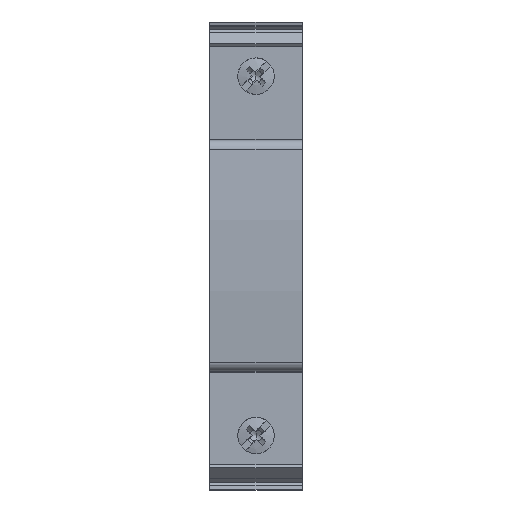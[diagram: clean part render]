
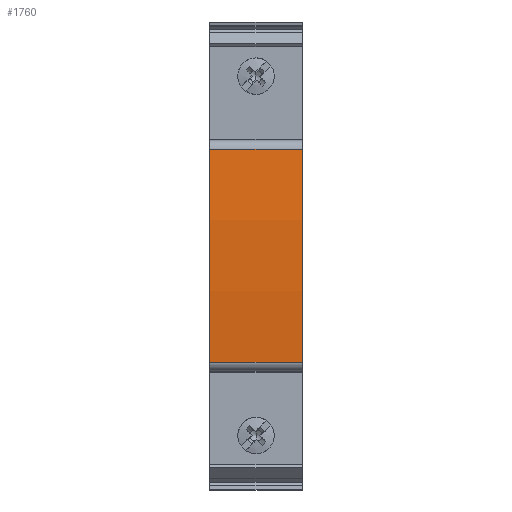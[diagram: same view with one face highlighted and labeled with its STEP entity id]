
A CAD part, top view. The second image highlights one B-rep face of the part: STEP entity #1760.
In plain terms, the highlighted cylindrical face has radius 200 mm (diameter 400 mm), a partial arc.
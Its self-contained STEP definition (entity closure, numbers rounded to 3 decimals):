
#1050=CARTESIAN_POINT('',(20.423,22.078,-17.55));
#1060=VERTEX_POINT('',#1050);
#1240=CARTESIAN_POINT('',(20.423,22.078,
0.15));
#1250=VERTEX_POINT('',#1240);
#1280=CARTESIAN_POINT('',(20.423,22.078,0.));
#1290=DIRECTION('',(0.,0.,1.));
#1300=VECTOR('',#1290,1.);
#1310=LINE('',#1280,#1300);
#1320=EDGE_CURVE('',#1060,#1250,#1310,.T.);
#1440=CARTESIAN_POINT('',(0.,-176.877,-8.7))
;
#1450=DIRECTION('',(0.,0.,-1.));
#1460=DIRECTION('',(0.,-1.,0.));
#1470=AXIS2_PLACEMENT_3D('',#1440,#1450,#1460);
#1480=CYLINDRICAL_SURFACE('',#1470,200.);
#1490=CARTESIAN_POINT('',(0.,-176.877,-17.55)
);
#1500=DIRECTION('',(0.,0.,-1.));
#1510=DIRECTION('',(0.,-1.,0.));
#1520=AXIS2_PLACEMENT_3D('',#1490,#1500,#1510);
#1530=CIRCLE('',#1520,200.);
#1540=CARTESIAN_POINT('',(-20.423,22.078,-17.55));
#1550=VERTEX_POINT('',#1540);
#1560=EDGE_CURVE('',#1550,#1060,#1530,.T.);
#1570=ORIENTED_EDGE('',*,*,#1560,.F.);
#1580=ORIENTED_EDGE('',*,*,#1320,.F.);
#1590=CARTESIAN_POINT('',(0.,-176.877,0.15))
;
#1600=DIRECTION('',(0.,0.,-1.));
#1610=DIRECTION('',(0.,-1.,0.));
#1620=AXIS2_PLACEMENT_3D('',#1590,#1600,#1610);
#1630=CIRCLE('',#1620,200.);
#1640=CARTESIAN_POINT('',(-20.423,22.078,
0.15));
#1650=VERTEX_POINT('',#1640);
#1660=EDGE_CURVE('',#1650,#1250,#1630,.T.);
#1670=ORIENTED_EDGE('',*,*,#1660,.T.);
#1680=CARTESIAN_POINT('',(-20.423,22.078,0.));
#1690=DIRECTION('',(0.,0.,1.));
#1700=VECTOR('',#1690,1.);
#1710=LINE('',#1680,#1700);
#1720=EDGE_CURVE('',#1550,#1650,#1710,.T.);
#1730=ORIENTED_EDGE('',*,*,#1720,.T.);
#1740=EDGE_LOOP('',(#1730,#1670,#1580,#1570));
#1750=FACE_OUTER_BOUND('',#1740,.T.);
#1760=ADVANCED_FACE('F86',(#1750),#1480,.T.);
